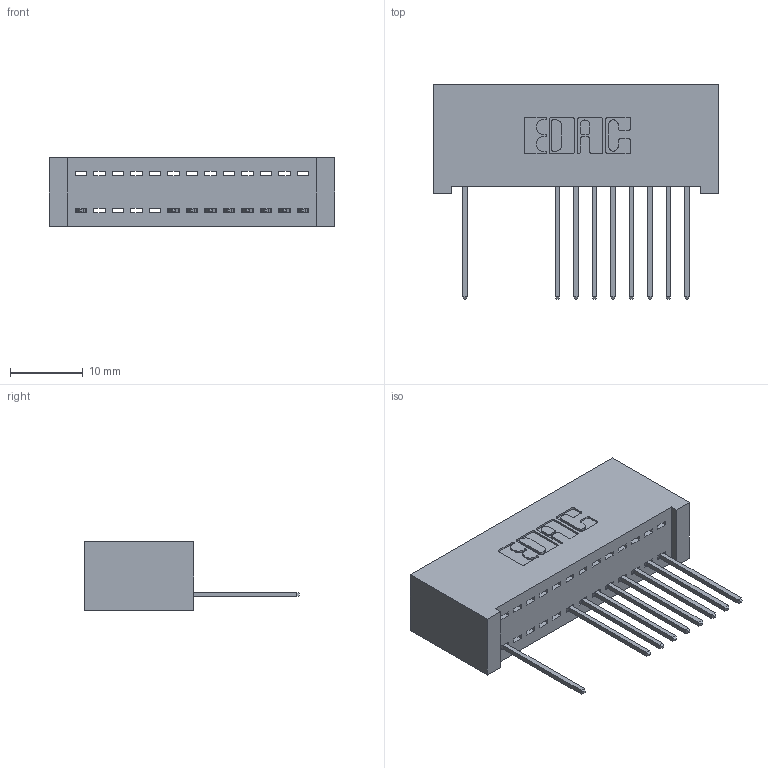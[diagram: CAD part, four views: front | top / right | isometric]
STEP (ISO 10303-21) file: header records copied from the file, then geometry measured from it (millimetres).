
FILE_DESCRIPTION (( 'STEP AP203' ), '1' );
FILE_NAME ('392-013-540-101.STEP', '2018-08-14T23:01:56', ( '' ), ( '' ), 'SwSTEP 2.0', 'SolidWorks 2016', '' );
FILE_SCHEMA (( 'CONFIG_CONTROL_DESIGN' ));
Length unit declared in the file: inch
Products named in the file (3): 342 Part_Lugless; 345-292-001_345-293-140; 392-013-540-101
Assembly tree (10 placements, depth 2):
  392-013-540-101
    342 Part_Lugless
    345-292-001_345-293-140  x9
Bounding box: 39.27 x 29.47 x 9.4 mm (x, y, z)
Volume: 3711.7 mm3; surface area: 5079.4 mm2
Topology: 10 solids, 10 shells, 672 faces, 2027 edges, 1338 vertices
Faces by surface type: plane 488, cylinder 184
Entity records: 11179 total; most frequent: CARTESIAN_POINT 1957, ORIENTED_EDGE 1910, DIRECTION 1697, EDGE_CURVE 955, VECTOR 835, LINE 835, VERTEX_POINT 634, AXIS2_PLACEMENT_3D 431
